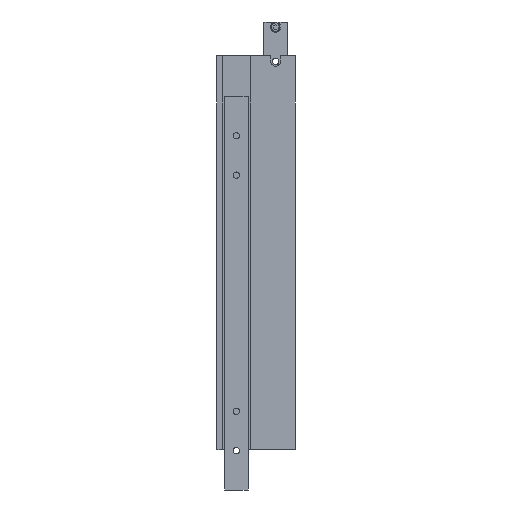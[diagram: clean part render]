
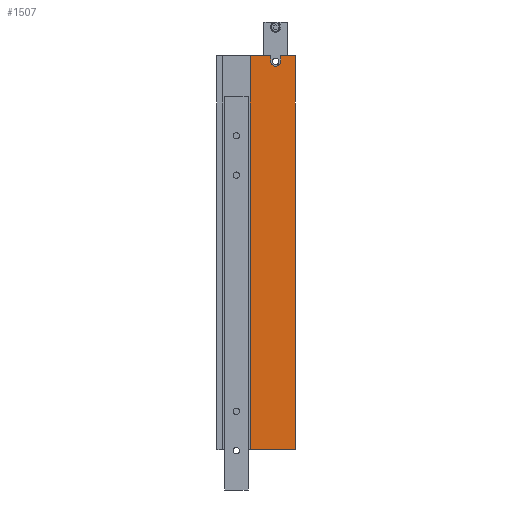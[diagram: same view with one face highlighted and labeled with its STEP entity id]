
A CAD part, left-side view. The second image highlights one B-rep face of the part: STEP entity #1507.
In plain terms, the highlighted planar face has unit normal (-1, 0, 0).
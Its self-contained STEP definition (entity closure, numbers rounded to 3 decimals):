
#54 = VERTEX_POINT ( 'NONE', #861 ) ;
#89 = ORIENTED_EDGE ( 'NONE', *, *, #1469, .T. ) ;
#91 = DIRECTION ( 'NONE',  ( 0., 0., -1. ) ) ;
#97 = DIRECTION ( 'NONE',  ( 0., 0., -1. ) ) ;
#177 = PLANE ( 'NONE',  #2007 ) ;
#206 = CARTESIAN_POINT ( 'NONE',  ( 0., 0., 250. ) ) ;
#214 = DIRECTION ( 'NONE',  ( 1., 0., 0. ) ) ;
#234 = VECTOR ( 'NONE', #97, 1000. ) ;
#264 = ORIENTED_EDGE ( 'NONE', *, *, #666, .T. ) ;
#293 = ORIENTED_EDGE ( 'NONE', *, *, #1211, .T. ) ;
#302 = EDGE_LOOP ( 'NONE', ( #1741, #402, #89, #264, #751, #1235, #293, #901, #1890 ) ) ;
#344 = CARTESIAN_POINT ( 'NONE',  ( 0., 18.5, 243.5 ) ) ;
#379 = EDGE_CURVE ( 'NONE', #643, #1185, #1366, .T. ) ;
#402 = ORIENTED_EDGE ( 'NONE', *, *, #665, .T. ) ;
#409 = DIRECTION ( 'NONE',  ( 1., 0., 0. ) ) ;
#432 = CARTESIAN_POINT ( 'NONE',  ( 0., 57.5, -250. ) ) ;
#509 = AXIS2_PLACEMENT_3D ( 'NONE', #824, #214, #858 ) ;
#561 = DIRECTION ( 'NONE',  ( 0., 0., -1. ) ) ;
#608 = VERTEX_POINT ( 'NONE', #432 ) ;
#638 = CARTESIAN_POINT ( 'NONE',  ( 0., 31.5, 243.5 ) ) ;
#643 = VERTEX_POINT ( 'NONE', #1082 ) ;
#645 = VECTOR ( 'NONE', #561, 1000. ) ;
#665 = EDGE_CURVE ( 'NONE', #1153, #1418, #762, .T. ) ;
#666 = EDGE_CURVE ( 'NONE', #1990, #685, #1690, .T. ) ;
#685 = VERTEX_POINT ( 'NONE', #638 ) ;
#691 = VECTOR ( 'NONE', #1774, 1000. ) ;
#744 = CARTESIAN_POINT ( 'NONE',  ( 0., 57.5, 250. ) ) ;
#751 = ORIENTED_EDGE ( 'NONE', *, *, #1115, .T. ) ;
#762 = LINE ( 'NONE', #1830, #645 ) ;
#813 = DIRECTION ( 'NONE',  ( 0., 0., -1. ) ) ;
#824 = CARTESIAN_POINT ( 'NONE',  ( 0., 25., 243.5 ) ) ;
#858 = DIRECTION ( 'NONE',  ( 0., 0., -1. ) ) ;
#860 = CARTESIAN_POINT ( 'NONE',  ( 0., 31.5, 243.5 ) ) ;
#861 = CARTESIAN_POINT ( 'NONE',  ( 0., 57.5, 250. ) ) ;
#871 = CARTESIAN_POINT ( 'NONE',  ( 0., 18.5, 250. ) ) ;
#901 = ORIENTED_EDGE ( 'NONE', *, *, #1552, .T. ) ;
#903 = EDGE_CURVE ( 'NONE', #54, #2034, #1809, .T. ) ;
#1077 = EDGE_CURVE ( 'NONE', #1153, #643, #1314, .T. ) ;
#1079 = CARTESIAN_POINT ( 'NONE',  ( 0., 0., 250. ) ) ;
#1082 = CARTESIAN_POINT ( 'NONE',  ( 0., 0., 250. ) ) ;
#1110 = CARTESIAN_POINT ( 'NONE',  ( 0., 0., -250. ) ) ;
#1115 = EDGE_CURVE ( 'NONE', #685, #2034, #1953, .T. ) ;
#1133 = CARTESIAN_POINT ( 'NONE',  ( 0., 25., 237. ) ) ;
#1153 = VERTEX_POINT ( 'NONE', #871 ) ;
#1168 = DIRECTION ( 'NONE',  ( 0., -1., 0. ) ) ;
#1185 = VERTEX_POINT ( 'NONE', #1733 ) ;
#1200 = CARTESIAN_POINT ( 'NONE',  ( 0., 25., 243.5 ) ) ;
#1211 = EDGE_CURVE ( 'NONE', #54, #608, #1573, .T. ) ;
#1235 = ORIENTED_EDGE ( 'NONE', *, *, #903, .F. ) ;
#1314 = LINE ( 'NONE', #206, #2025 ) ;
#1366 = LINE ( 'NONE', #2004, #234 ) ;
#1418 = VERTEX_POINT ( 'NONE', #344 ) ;
#1452 = LINE ( 'NONE', #1110, #691 ) ;
#1469 = EDGE_CURVE ( 'NONE', #1418, #1990, #1748, .T. ) ;
#1487 = VECTOR ( 'NONE', #2015, 1000. ) ;
#1498 = DIRECTION ( 'NONE',  ( 1., 0., 0. ) ) ;
#1507 = ADVANCED_FACE ( 'NONE', ( #1627 ), #177, .F. ) ;
#1532 = DIRECTION ( 'NONE',  ( 0., 0., -1. ) ) ;
#1552 = EDGE_CURVE ( 'NONE', #608, #1185, #1452, .T. ) ;
#1573 = LINE ( 'NONE', #744, #1940 ) ;
#1598 = CARTESIAN_POINT ( 'NONE',  ( 0., 31.5, 250. ) ) ;
#1627 = FACE_OUTER_BOUND ( 'NONE', #302, .T. ) ;
#1658 = DIRECTION ( 'NONE',  ( 0., 0., 1. ) ) ;
#1690 = CIRCLE ( 'NONE', #1916, 6.5 ) ;
#1733 = CARTESIAN_POINT ( 'NONE',  ( 0., 0., -250. ) ) ;
#1741 = ORIENTED_EDGE ( 'NONE', *, *, #1077, .F. ) ;
#1748 = CIRCLE ( 'NONE', #509, 6.5 ) ;
#1774 = DIRECTION ( 'NONE',  ( 0., -1., 0. ) ) ;
#1809 = LINE ( 'NONE', #1079, #1487 ) ;
#1830 = CARTESIAN_POINT ( 'NONE',  ( 0., 18.5, 250. ) ) ;
#1890 = ORIENTED_EDGE ( 'NONE', *, *, #379, .F. ) ;
#1916 = AXIS2_PLACEMENT_3D ( 'NONE', #1200, #409, #1532 ) ;
#1920 = VECTOR ( 'NONE', #1658, 1000. ) ;
#1940 = VECTOR ( 'NONE', #91, 1000. ) ;
#1953 = LINE ( 'NONE', #860, #1920 ) ;
#1960 = CARTESIAN_POINT ( 'NONE',  ( 0., 0., 250. ) ) ;
#1990 = VERTEX_POINT ( 'NONE', #1133 ) ;
#2004 = CARTESIAN_POINT ( 'NONE',  ( 0., 0., 250. ) ) ;
#2007 = AXIS2_PLACEMENT_3D ( 'NONE', #1960, #1498, #813 ) ;
#2015 = DIRECTION ( 'NONE',  ( 0., -1., 0. ) ) ;
#2025 = VECTOR ( 'NONE', #1168, 1000. ) ;
#2034 = VERTEX_POINT ( 'NONE', #1598 ) ;
